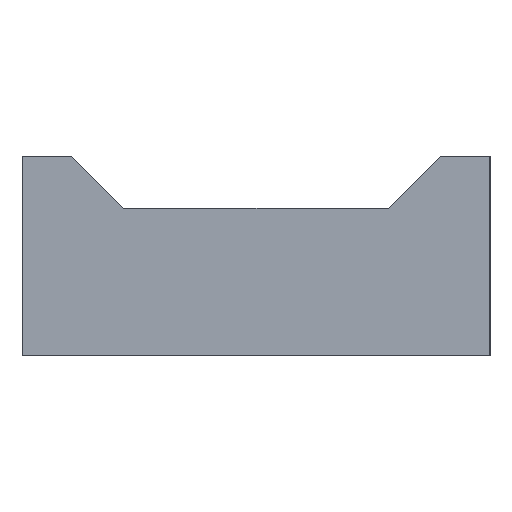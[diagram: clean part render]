
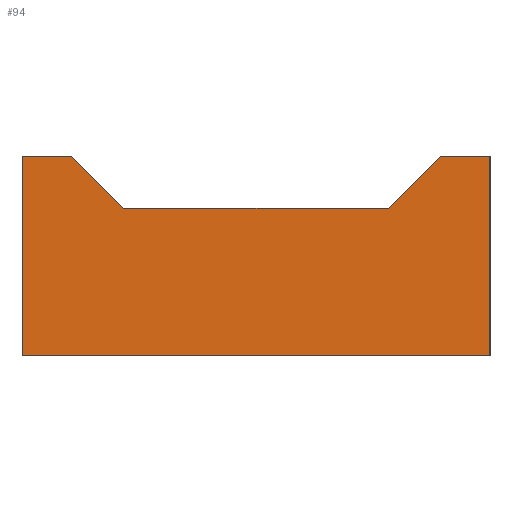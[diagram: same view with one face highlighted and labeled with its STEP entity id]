
A CAD part, left-side view. The second image highlights one B-rep face of the part: STEP entity #94.
In plain terms, the highlighted planar face has unit normal (-1, 0, 0).
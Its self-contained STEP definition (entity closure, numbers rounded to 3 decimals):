
#94=ADVANCED_FACE('',(#920),#922,.T.);
#920=FACE_BOUND('',#921,.T.);
#921=EDGE_LOOP('',(#1584,#1585,#1586,#1587,#1588,#1589,#1590,#1591));
#922=PLANE('',#923);
#923=AXIS2_PLACEMENT_3D('',#924,#925,#926);
#924=CARTESIAN_POINT('',(-25.15,9.5,0.));
#925=DIRECTION('',(-1.,0.,0.));
#926=DIRECTION('',(0.,-1.,0.));
#1584=ORIENTED_EDGE('',*,*,#1989,.T.);
#1585=ORIENTED_EDGE('',*,*,#1990,.T.);
#1586=ORIENTED_EDGE('',*,*,#1991,.F.);
#1587=ORIENTED_EDGE('',*,*,#1992,.F.);
#1588=ORIENTED_EDGE('',*,*,#1955,.T.);
#1589=ORIENTED_EDGE('',*,*,#1985,.T.);
#1590=ORIENTED_EDGE('',*,*,#1993,.F.);
#1591=ORIENTED_EDGE('',*,*,#1994,.T.);
#1955=EDGE_CURVE('',#2161,#2158,#2162,.T.);
#1985=EDGE_CURVE('',#2158,#2219,#2221,.T.);
#1989=EDGE_CURVE('',#2227,#2228,#2229,.F.);
#1990=EDGE_CURVE('',#2228,#2230,#2231,.F.);
#1991=EDGE_CURVE('',#2232,#2230,#2233,.T.);
#1992=EDGE_CURVE('',#2161,#2232,#2234,.T.);
#1993=EDGE_CURVE('',#2235,#2219,#2236,.T.);
#1994=EDGE_CURVE('',#2235,#2227,#2237,.F.);
#2158=VERTEX_POINT('',#2502);
#2161=VERTEX_POINT('',#2507);
#2162=LINE('',#2508,#2509);
#2219=VERTEX_POINT('',#2631);
#2221=LINE('',#2635,#2636);
#2227=VERTEX_POINT('',#2649);
#2228=VERTEX_POINT('',#2650);
#2229=LINE('',#2651,#2652);
#2230=VERTEX_POINT('',#2654);
#2231=LINE('',#2655,#2656);
#2232=VERTEX_POINT('',#2658);
#2233=LINE('',#2659,#2660);
#2234=LINE('',#2662,#2663);
#2235=VERTEX_POINT('',#2665);
#2236=LINE('',#2666,#2667);
#2237=LINE('',#2669,#2670);
#2502=CARTESIAN_POINT('',(-25.15,-9.5,0.));
#2507=CARTESIAN_POINT('',(-25.15,9.5,0.));
#2508=CARTESIAN_POINT('',(-25.15,9.5,0.));
#2509=VECTOR('',#2510,1.);
#2510=DIRECTION('',(0.,-1.,0.));
#2631=CARTESIAN_POINT('',(-25.15,-9.5,8.1));
#2635=CARTESIAN_POINT('',(-25.15,-9.5,0.));
#2636=VECTOR('',#2637,1.);
#2637=DIRECTION('',(0.,0.,1.));
#2649=CARTESIAN_POINT('',(-25.15,-5.379,5.979));
#2650=CARTESIAN_POINT('',(-25.15,5.379,5.979));
#2651=CARTESIAN_POINT('',(-25.15,5.379,5.979));
#2652=VECTOR('',#2653,1.);
#2653=DIRECTION('',(0.,-1.,0.));
#2654=CARTESIAN_POINT('',(-25.15,7.5,8.1));
#2655=CARTESIAN_POINT('',(-25.15,7.5,8.1));
#2656=VECTOR('',#2657,1.);
#2657=DIRECTION('',(0.,-0.707,-0.707));
#2658=CARTESIAN_POINT('',(-25.15,9.5,8.1));
#2659=CARTESIAN_POINT('',(-25.15,9.5,8.1));
#2660=VECTOR('',#2661,1.);
#2661=DIRECTION('',(0.,-1.,0.));
#2662=CARTESIAN_POINT('',(-25.15,9.5,0.));
#2663=VECTOR('',#2664,1.);
#2664=DIRECTION('',(0.,0.,1.));
#2665=CARTESIAN_POINT('',(-25.15,-7.5,8.1));
#2666=CARTESIAN_POINT('',(-25.15,-7.5,8.1));
#2667=VECTOR('',#2668,1.);
#2668=DIRECTION('',(0.,-1.,0.));
#2669=CARTESIAN_POINT('',(-25.15,-5.379,5.979));
#2670=VECTOR('',#2671,1.);
#2671=DIRECTION('',(0.,-0.707,0.707));
